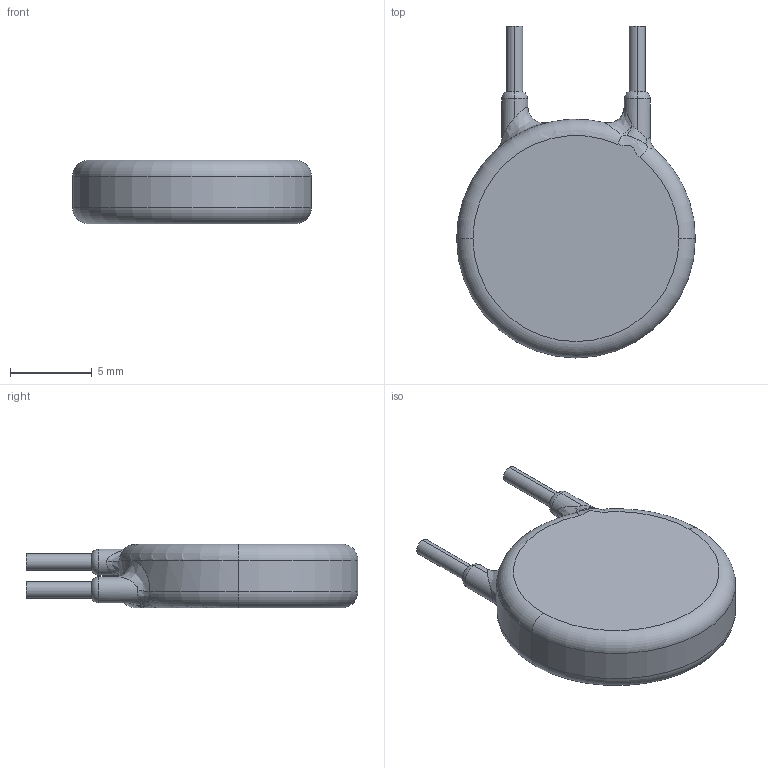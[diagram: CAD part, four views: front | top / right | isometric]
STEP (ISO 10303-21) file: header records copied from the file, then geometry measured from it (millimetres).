
FILE_DESCRIPTION (( 'STEP AP203' ), '1' );
FILE_NAME ('Varistör.STEP', '2024-05-23T05:29:45', ( '' ), ( '' ), 'SwSTEP 2.0', 'SolidWorks 2022', '' );
FILE_SCHEMA (( 'CONFIG_CONTROL_DESIGN' ));
Length unit declared in the file: millimetre
Products named in the file (1): Varistör
Bounding box: 14.6 x 20.3 x 3.9 mm (x, y, z)
Volume: 653.1 mm3; surface area: 522.1 mm2
Topology: 1 solids, 1 shells, 42 faces, 98 edges, 52 vertices
Faces by surface type: bspline 16, cylinder 12, torus 10, plane 4
Entity records: 2823 total; most frequent: CARTESIAN_POINT 1937, ORIENTED_EDGE 184, DIRECTION 148, EDGE_CURVE 92, AXIS2_PLACEMENT_3D 69, VERTEX_POINT 52, CIRCLE 42, ADVANCED_FACE 42
